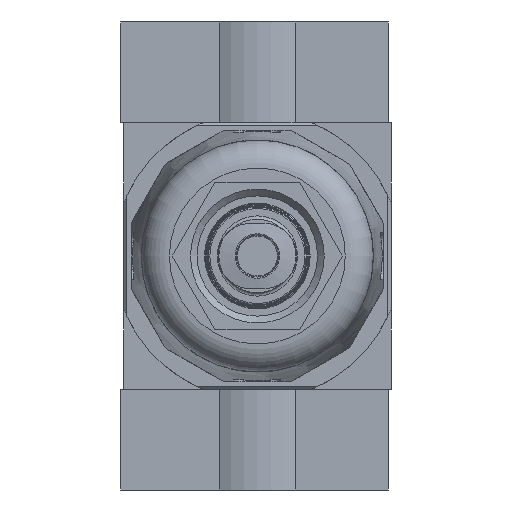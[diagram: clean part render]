
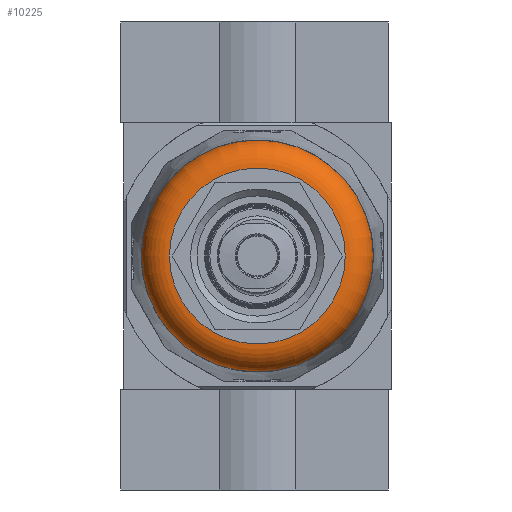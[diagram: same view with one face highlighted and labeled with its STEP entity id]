
A CAD part, front view. The second image highlights one B-rep face of the part: STEP entity #10225.
In plain terms, the highlighted toroidal (fillet/blend) face has major radius 13.15 mm and minor radius 4.2 mm.
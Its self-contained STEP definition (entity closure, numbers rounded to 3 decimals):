
#87=TOROIDAL_SURFACE('',#11000,13.15,4.2);
#2786=ORIENTED_EDGE('',*,*,#4513,.T.);
#2787=ORIENTED_EDGE('',*,*,#4512,.F.);
#4512=EDGE_CURVE('',#5443,#5443,#6041,.T.);
#4513=EDGE_CURVE('',#5444,#5444,#6042,.T.);
#5443=VERTEX_POINT('',#15526);
#5444=VERTEX_POINT('',#15529);
#6041=CIRCLE('',#10999,13.15);
#6042=CIRCLE('',#11001,17.35);
#6516=EDGE_LOOP('',(#2786));
#6517=EDGE_LOOP('',(#2787));
#7194=FACE_BOUND('',#6516,.T.);
#7195=FACE_BOUND('',#6517,.T.);
#10225=ADVANCED_FACE('',(#7194,#7195),#87,.T.);
#10999=AXIS2_PLACEMENT_3D('',#15525,#12694,#12695);
#11000=AXIS2_PLACEMENT_3D('',#15527,#12696,#12697);
#11001=AXIS2_PLACEMENT_3D('',#15528,#12698,#12699);
#12694=DIRECTION('',(0.,-1.,0.));
#12695=DIRECTION('',(0.,0.,-1.));
#12696=DIRECTION('',(0.,-1.,0.));
#12697=DIRECTION('',(0.,0.,-1.));
#12698=DIRECTION('',(0.,-1.,0.));
#12699=DIRECTION('',(0.,0.,-1.));
#15525=CARTESIAN_POINT('',(0.,-119.,0.));
#15526=CARTESIAN_POINT('',(0.,-119.,-13.15));
#15527=CARTESIAN_POINT('',(0.,-114.8,0.));
#15528=CARTESIAN_POINT('',(0.,-114.8,0.));
#15529=CARTESIAN_POINT('',(0.,-114.8,-17.35));
